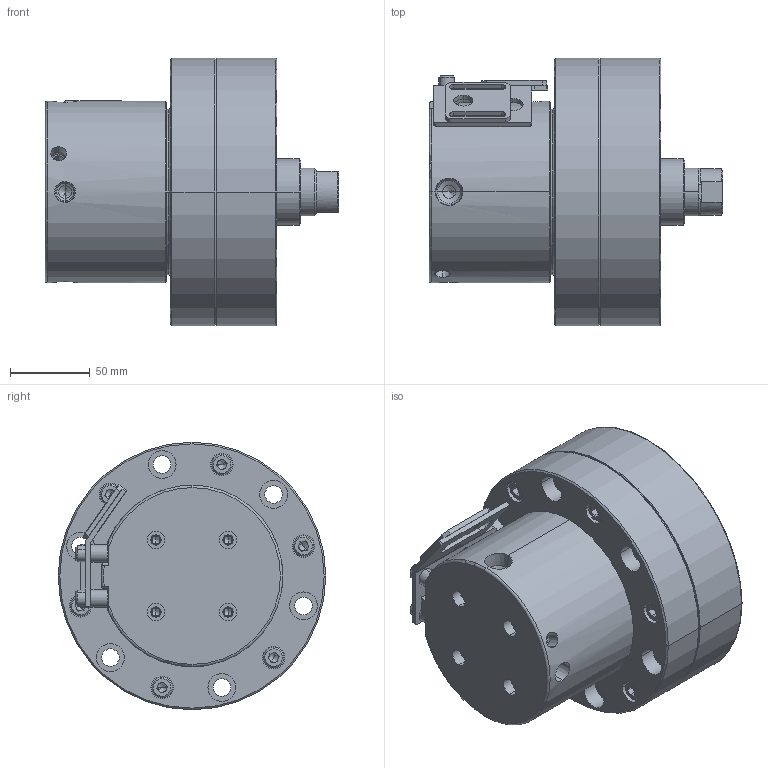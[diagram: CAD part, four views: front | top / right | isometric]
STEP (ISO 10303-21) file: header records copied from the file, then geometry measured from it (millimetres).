
FILE_DESCRIPTION (( 'STEP AP203' ), '1' );
FILE_NAME ('RE-A120 外觀參考.STEP', '2016-12-08T03:11:45', ( 'temp' ), ( '' ), 'SwSTEP 2.0', 'SolidWorks 2016', '' );
FILE_SCHEMA (( 'CONFIG_CONTROL_DESIGN' ));
Length unit declared in the file: millimetre
Products named in the file (14): RE-110檢出導銷; RE-L120閥軸; RE-120缸體; RE-L120活塞; RE-110閥體; M8x35; RE-110檢出開關座; RE-A110閥蓋; M6x25; RE-110檢出定位板; M6x12半圓頭; RE-110檢出開關座支柱; RE-A120 外觀參考; RE-110檢出環
Assembly tree (23 placements, depth 2):
  RE-A120 外觀參考
    RE-110閥體
    RE-A110閥蓋
    RE-110檢出開關座
    RE-110檢出定位板  x2
    RE-110檢出開關座支柱  x2
    RE-110檢出環
    RE-110檢出導銷  x2
    RE-L120閥軸
    RE-120缸體
    RE-L120活塞
    M8x35  x6
    M6x25  x2
    M6x12半圓頭  x2
Bounding box: 184.5 x 168 x 168 mm (x, y, z)
Volume: 1798722.7 mm3; surface area: 358471 mm2
Topology: 23 solids, 23 shells, 850 faces, 1965 edges, 1183 vertices
Faces by surface type: cylinder 320, plane 294, cone 214, torus 22
Entity records: 20232 total; most frequent: CARTESIAN_POINT 3983, DIRECTION 3304, ORIENTED_EDGE 2786, EDGE_CURVE 1393, AXIS2_PLACEMENT_3D 1337, VERTEX_POINT 869, EDGE_LOOP 772, CIRCLE 696
